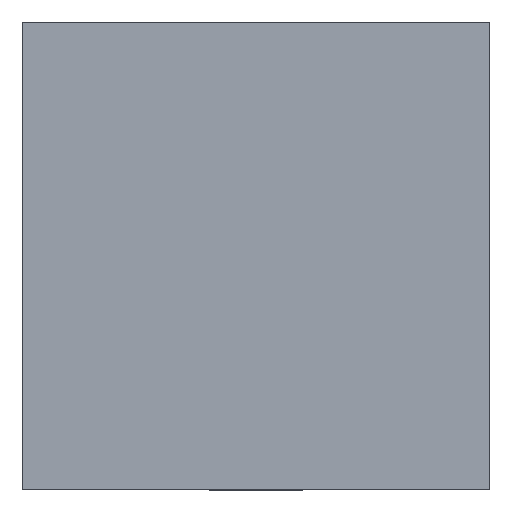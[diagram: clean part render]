
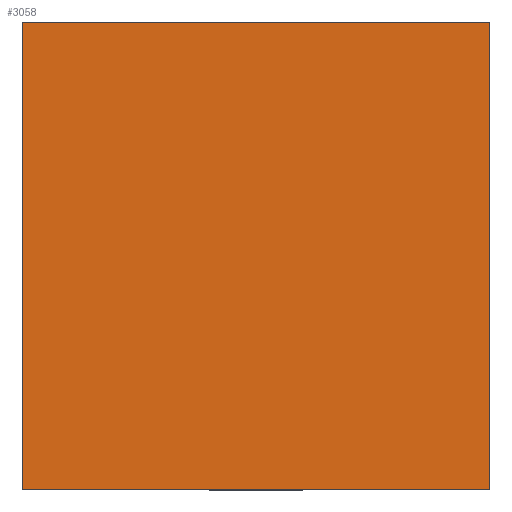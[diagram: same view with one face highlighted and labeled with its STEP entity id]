
A CAD part, top view. The second image highlights one B-rep face of the part: STEP entity #3058.
In plain terms, the highlighted face is planar.
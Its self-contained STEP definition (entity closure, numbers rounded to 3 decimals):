
#2346=DIRECTION('',(0.,0.,1.));
#2347=VECTOR('',#2346,1.5);
#2348=CARTESIAN_POINT('',(-0.75,0.375,-0.75));
#2349=LINE('',#2348,#2347);
#2353=DIRECTION('',(-1.,0.,0.));
#2354=VECTOR('',#2353,1.5);
#2355=CARTESIAN_POINT('',(0.75,0.375,-0.75));
#2356=LINE('',#2355,#2354);
#2360=DIRECTION('',(0.,0.,-1.));
#2361=VECTOR('',#2360,1.5);
#2362=CARTESIAN_POINT('',(0.75,0.375,0.75));
#2363=LINE('',#2362,#2361);
#2367=DIRECTION('',(1.,0.,0.));
#2368=VECTOR('',#2367,1.5);
#2369=CARTESIAN_POINT('',(-0.75,0.375,0.75));
#2370=LINE('',#2369,#2368);
#2584=CARTESIAN_POINT('',(-0.75,0.375,-0.75));
#2585=CARTESIAN_POINT('',(-0.75,0.375,0.75));
#2586=VERTEX_POINT('',#2584);
#2587=VERTEX_POINT('',#2585);
#2588=CARTESIAN_POINT('',(0.75,0.375,0.75));
#2589=VERTEX_POINT('',#2588);
#2590=CARTESIAN_POINT('',(0.75,0.375,-0.75));
#2591=VERTEX_POINT('',#2590);
#3047=CARTESIAN_POINT('',(0.,0.375,0.));
#3048=DIRECTION('',(0.,1.,0.));
#3049=DIRECTION('',(1.,0.,0.));
#3050=AXIS2_PLACEMENT_3D('',#3047,#3048,#3049);
#3051=PLANE('',#3050);
#3052=ORIENTED_EDGE('',*,*,#2954,.F.);
#3053=ORIENTED_EDGE('',*,*,#2869,.F.);
#3054=ORIENTED_EDGE('',*,*,#2897,.F.);
#3055=ORIENTED_EDGE('',*,*,#2932,.F.);
#3056=EDGE_LOOP('',(#3052,#3053,#3054,#3055));
#3057=FACE_OUTER_BOUND('',#3056,.F.);
#2869=EDGE_CURVE('',#2591,#2586,#2356,.T.);
#2897=EDGE_CURVE('',#2589,#2591,#2363,.T.);
#2932=EDGE_CURVE('',#2587,#2589,#2370,.T.);
#2954=EDGE_CURVE('',#2586,#2587,#2349,.T.);
#3058=ADVANCED_FACE('',(#3057),#3051,.T.);
